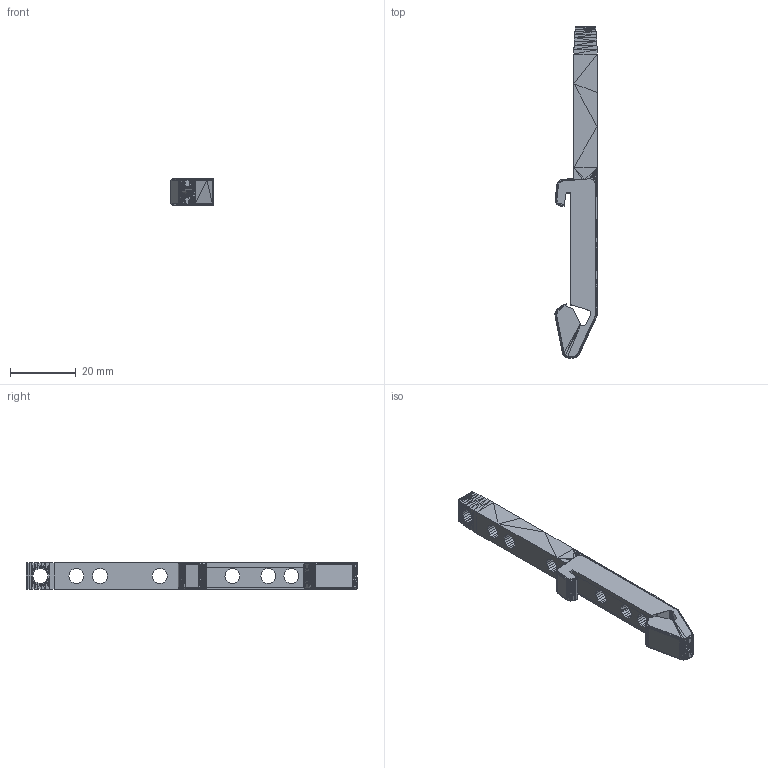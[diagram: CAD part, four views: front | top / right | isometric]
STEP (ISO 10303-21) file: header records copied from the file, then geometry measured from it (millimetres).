
FILE_DESCRIPTION(('FreeCAD Model'),'2;1');
FILE_NAME('./VORON-0/STLs/V0_Crew_Mods/Generic_DIN_Mount.step', '2020-04-30T21:40:19',('FreeCAD'),('FreeCAD'), 'Open CASCADE STEP processor 7.3','FreeCAD','Unknown');
FILE_SCHEMA(('AUTOMOTIVE_DESIGN { 1 0 10303 214 1 1 1 1 }'));
Products named in the file (1): Open CASCADE STEP translator 7.3 1
Bounding box: 12.79 x 100.61 x 8 mm (x, y, z)
Surface area: 4189.4 mm2 (no closed solid volume)
Topology: 0 solids, 1 shells, 2781 faces, 4510 edges, 1715 vertices
Faces by surface type: plane 2781
Entity records: 57290 total; most frequent: DIRECTION 10074, ORIENTED_EDGE 9020, CARTESIAN_POINT 9007, EDGE_CURVE 4510, LINE 4510, VECTOR 4510, FACE_BOUND 2793, EDGE_LOOP 2793
